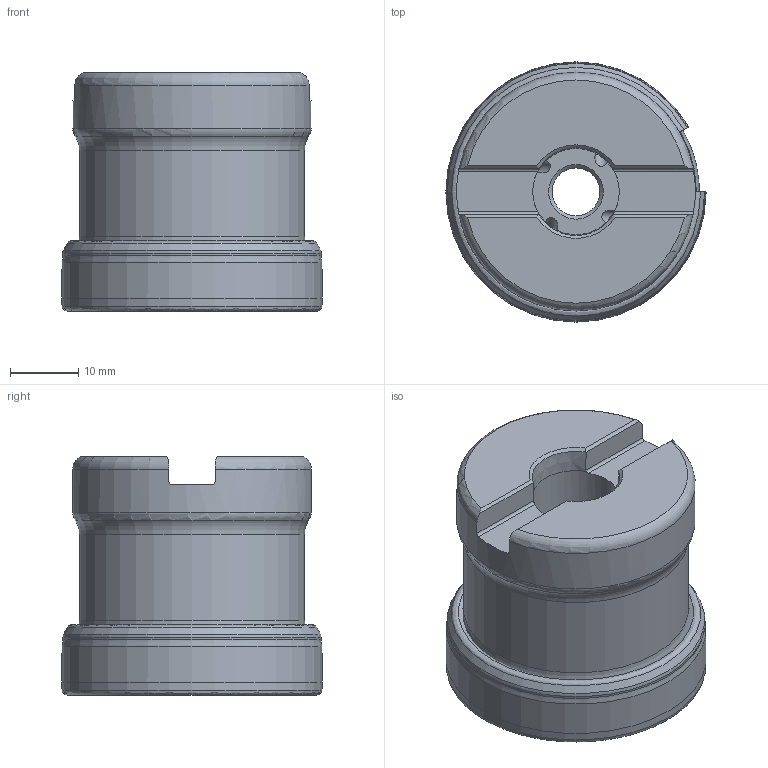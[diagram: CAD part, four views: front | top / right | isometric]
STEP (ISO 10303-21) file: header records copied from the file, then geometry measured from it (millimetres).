
FILE_DESCRIPTION(/* description */ (''),/* implementation_level */ '2;1');
FILE_NAME(/* name */ 'E-CATALOG-F90-TP11-D150Z4S050I.stp',/* time_stamp */ '2023-10-17T17:32:55+09:00',/* author */ (''),/* organization */ (''),/* preprocessor_version */ 'ST-DEVELOPER v16',/* originating_system */ 'SIEMENS PLM Software NX 10.0',/* authorisation */ '');
FILE_SCHEMA (('AP203_CONFIGURATION_CONTROLLED_3D_DESIGN_OF_MECHANICAL_PARTS_AND_ASSEMBLIES_MIM_LF { 1 0 10303 403 2 1 2}'));
Length unit declared in the file: millimetre
Products named in the file (1): 10222DA0A397nvrx
Bounding box: 38.16 x 38.16 x 34.95 mm (x, y, z)
Volume: 26750.3 mm3; surface area: 10117.6 mm2
Topology: 1 solids, 2 shells, 95 faces, 303 edges, 228 vertices
Faces by surface type: torus 24, revolution 23, plane 20, cylinder 18, cone 10
Full cylindrical faces by diameter (mm): 2 x4, 2.4 x4, 7.01 x1, 10.998 x1, 12.7 x1, 14.3 x1, 33 x1, 35 x1
Entity records: 4247 total; most frequent: CARTESIAN_POINT 2000, ORIENTED_EDGE 408, DIRECTION 397, EDGE_CURVE 228, AXIS2_PLACEMENT_3D 177, VERTEX_POINT 162, B_SPLINE_CURVE_WITH_KNOTS 151, EDGE_LOOP 132
